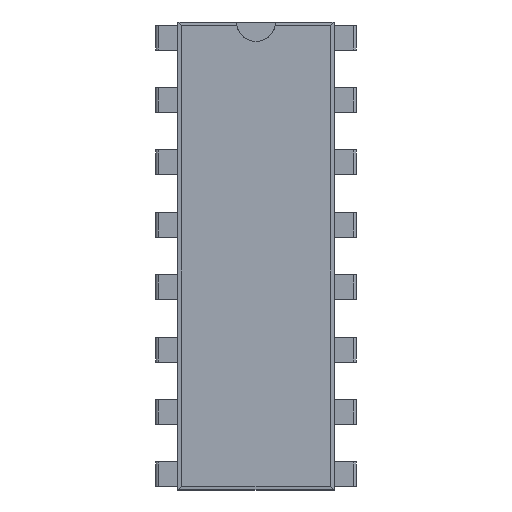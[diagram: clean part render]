
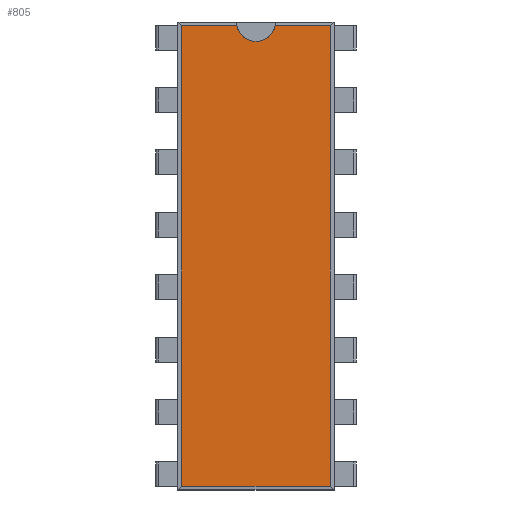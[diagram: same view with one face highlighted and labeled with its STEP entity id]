
A CAD part, top view. The second image highlights one B-rep face of the part: STEP entity #805.
In plain terms, the highlighted planar face has unit normal (0, 0, 1).
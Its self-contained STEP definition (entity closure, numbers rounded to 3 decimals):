
#141 = PLANE('',#142);
#142 = AXIS2_PLACEMENT_3D('',#143,#144,#145);
#143 = CARTESIAN_POINT('',(-3.096,-9.524,0.527));
#144 = DIRECTION('',(0.078,0.,-0.997));
#145 = DIRECTION('',(0.,1.,0.));
#227 = PLANE('',#228);
#228 = AXIS2_PLACEMENT_3D('',#229,#230,#231);
#229 = CARTESIAN_POINT('',(-3.175,-9.444,0.527));
#230 = DIRECTION('',(0.,0.078,
    -0.997));
#231 = DIRECTION('',(-1.,0.,0.));
#324 = VERTEX_POINT('',#325);
#325 = CARTESIAN_POINT('',(-3.016,-9.365,0.533));
#348 = VERTEX_POINT('',#349);
#349 = CARTESIAN_POINT('',(-3.016,9.365,0.533));
#363 = PLANE('',#364);
#364 = AXIS2_PLACEMENT_3D('',#365,#366,#367);
#365 = CARTESIAN_POINT('',(-3.175,9.444,0.527));
#366 = DIRECTION('',(0.,0.078,
    0.997));
#367 = DIRECTION('',(-1.,0.,0.));
#375 = EDGE_CURVE('',#324,#348,#376,.T.);
#376 = SURFACE_CURVE('',#377,(#381,#388),.PCURVE_S1.);
#377 = LINE('',#378,#379);
#378 = CARTESIAN_POINT('',(-3.016,-9.524,0.533));
#379 = VECTOR('',#380,1.);
#380 = DIRECTION('',(0.,1.,0.));
#381 = PCURVE('',#141,#382);
#382 = DEFINITIONAL_REPRESENTATION('',(#383),#387);
#383 = LINE('',#384,#385);
#384 = CARTESIAN_POINT('',(0.,0.08));
#385 = VECTOR('',#386,1.);
#386 = DIRECTION('',(1.,0.));
#387 = ( GEOMETRIC_REPRESENTATION_CONTEXT(2) 
PARAMETRIC_REPRESENTATION_CONTEXT() REPRESENTATION_CONTEXT('2D SPACE',''
  ) );
#388 = PCURVE('',#389,#394);
#389 = PLANE('',#390);
#390 = AXIS2_PLACEMENT_3D('',#391,#392,#393);
#391 = CARTESIAN_POINT('',(-3.175,-9.524,0.533));
#392 = DIRECTION('',(0.,0.,1.));
#393 = DIRECTION('',(1.,0.,0.));
#394 = DEFINITIONAL_REPRESENTATION('',(#395),#399);
#395 = LINE('',#396,#397);
#396 = CARTESIAN_POINT('',(0.159,0.));
#397 = VECTOR('',#398,1.);
#398 = DIRECTION('',(0.,1.));
#399 = ( GEOMETRIC_REPRESENTATION_CONTEXT(2) 
PARAMETRIC_REPRESENTATION_CONTEXT() REPRESENTATION_CONTEXT('2D SPACE',''
  ) );
#489 = CYLINDRICAL_SURFACE('',#490,0.794);
#490 = AXIS2_PLACEMENT_3D('',#491,#492,#493);
#491 = CARTESIAN_POINT('',(0.,9.524,0.48));
#492 = DIRECTION('',(0.,0.,1.));
#493 = DIRECTION('',(1.,0.,0.));
#563 = PLANE('',#564);
#564 = AXIS2_PLACEMENT_3D('',#565,#566,#567);
#565 = CARTESIAN_POINT('',(-3.175,9.444,0.527));
#566 = DIRECTION('',(0.,0.078,
    0.997));
#567 = DIRECTION('',(-1.,0.,0.));
#620 = PLANE('',#621);
#621 = AXIS2_PLACEMENT_3D('',#622,#623,#624);
#622 = CARTESIAN_POINT('',(3.096,-9.524,0.527));
#623 = DIRECTION('',(0.078,0.,0.997));
#624 = DIRECTION('',(0.,1.,0.));
#687 = VERTEX_POINT('',#688);
#688 = CARTESIAN_POINT('',(3.016,-9.365,0.533));
#709 = EDGE_CURVE('',#324,#687,#710,.T.);
#710 = SURFACE_CURVE('',#711,(#715,#722),.PCURVE_S1.);
#711 = LINE('',#712,#713);
#712 = CARTESIAN_POINT('',(-3.175,-9.365,0.533));
#713 = VECTOR('',#714,1.);
#714 = DIRECTION('',(1.,0.,0.));
#715 = PCURVE('',#227,#716);
#716 = DEFINITIONAL_REPRESENTATION('',(#717),#721);
#717 = LINE('',#718,#719);
#718 = CARTESIAN_POINT('',(-0.,0.08));
#719 = VECTOR('',#720,1.);
#720 = DIRECTION('',(-1.,0.));
#721 = ( GEOMETRIC_REPRESENTATION_CONTEXT(2) 
PARAMETRIC_REPRESENTATION_CONTEXT() REPRESENTATION_CONTEXT('2D SPACE',''
  ) );
#722 = PCURVE('',#389,#723);
#723 = DEFINITIONAL_REPRESENTATION('',(#724),#728);
#724 = LINE('',#725,#726);
#725 = CARTESIAN_POINT('',(0.,0.159));
#726 = VECTOR('',#727,1.);
#727 = DIRECTION('',(1.,0.));
#728 = ( GEOMETRIC_REPRESENTATION_CONTEXT(2) 
PARAMETRIC_REPRESENTATION_CONTEXT() REPRESENTATION_CONTEXT('2D SPACE',''
  ) );
#805 = ADVANCED_FACE('',(#806),#389,.T.);
#806 = FACE_BOUND('',#807,.T.);
#807 = EDGE_LOOP('',(#808,#809,#810,#833,#856,#880));
#808 = ORIENTED_EDGE('',*,*,#375,.F.);
#809 = ORIENTED_EDGE('',*,*,#709,.T.);
#810 = ORIENTED_EDGE('',*,*,#811,.T.);
#811 = EDGE_CURVE('',#687,#812,#814,.T.);
#812 = VERTEX_POINT('',#813);
#813 = CARTESIAN_POINT('',(3.016,9.365,0.533));
#814 = SURFACE_CURVE('',#815,(#819,#826),.PCURVE_S1.);
#815 = LINE('',#816,#817);
#816 = CARTESIAN_POINT('',(3.016,-9.524,0.533));
#817 = VECTOR('',#818,1.);
#818 = DIRECTION('',(0.,1.,0.));
#819 = PCURVE('',#389,#820);
#820 = DEFINITIONAL_REPRESENTATION('',(#821),#825);
#821 = LINE('',#822,#823);
#822 = CARTESIAN_POINT('',(6.191,0.));
#823 = VECTOR('',#824,1.);
#824 = DIRECTION('',(0.,1.));
#825 = ( GEOMETRIC_REPRESENTATION_CONTEXT(2) 
PARAMETRIC_REPRESENTATION_CONTEXT() REPRESENTATION_CONTEXT('2D SPACE',''
  ) );
#826 = PCURVE('',#620,#827);
#827 = DEFINITIONAL_REPRESENTATION('',(#828),#832);
#828 = LINE('',#829,#830);
#829 = CARTESIAN_POINT('',(0.,0.08));
#830 = VECTOR('',#831,1.);
#831 = DIRECTION('',(1.,0.));
#832 = ( GEOMETRIC_REPRESENTATION_CONTEXT(2) 
PARAMETRIC_REPRESENTATION_CONTEXT() REPRESENTATION_CONTEXT('2D SPACE',''
  ) );
#833 = ORIENTED_EDGE('',*,*,#834,.F.);
#834 = EDGE_CURVE('',#835,#812,#837,.T.);
#835 = VERTEX_POINT('',#836);
#836 = CARTESIAN_POINT('',(0.778,9.365,0.533));
#837 = SURFACE_CURVE('',#838,(#842,#849),.PCURVE_S1.);
#838 = LINE('',#839,#840);
#839 = CARTESIAN_POINT('',(-3.175,9.365,0.533));
#840 = VECTOR('',#841,1.);
#841 = DIRECTION('',(1.,0.,0.));
#842 = PCURVE('',#389,#843);
#843 = DEFINITIONAL_REPRESENTATION('',(#844),#848);
#844 = LINE('',#845,#846);
#845 = CARTESIAN_POINT('',(0.,18.888));
#846 = VECTOR('',#847,1.);
#847 = DIRECTION('',(1.,0.));
#848 = ( GEOMETRIC_REPRESENTATION_CONTEXT(2) 
PARAMETRIC_REPRESENTATION_CONTEXT() REPRESENTATION_CONTEXT('2D SPACE',''
  ) );
#849 = PCURVE('',#563,#850);
#850 = DEFINITIONAL_REPRESENTATION('',(#851),#855);
#851 = LINE('',#852,#853);
#852 = CARTESIAN_POINT('',(-0.,0.08));
#853 = VECTOR('',#854,1.);
#854 = DIRECTION('',(-1.,0.));
#855 = ( GEOMETRIC_REPRESENTATION_CONTEXT(2) 
PARAMETRIC_REPRESENTATION_CONTEXT() REPRESENTATION_CONTEXT('2D SPACE',''
  ) );
#856 = ORIENTED_EDGE('',*,*,#857,.F.);
#857 = EDGE_CURVE('',#858,#835,#860,.T.);
#858 = VERTEX_POINT('',#859);
#859 = CARTESIAN_POINT('',(-0.778,9.365,0.533));
#860 = SURFACE_CURVE('',#861,(#866,#873),.PCURVE_S1.);
#861 = CIRCLE('',#862,0.794);
#862 = AXIS2_PLACEMENT_3D('',#863,#864,#865);
#863 = CARTESIAN_POINT('',(0.,9.524,0.533));
#864 = DIRECTION('',(0.,0.,1.));
#865 = DIRECTION('',(1.,0.,0.));
#866 = PCURVE('',#389,#867);
#867 = DEFINITIONAL_REPRESENTATION('',(#868),#872);
#868 = CIRCLE('',#869,0.794);
#869 = AXIS2_PLACEMENT_2D('',#870,#871);
#870 = CARTESIAN_POINT('',(3.175,19.047));
#871 = DIRECTION('',(1.,0.));
#872 = ( GEOMETRIC_REPRESENTATION_CONTEXT(2) 
PARAMETRIC_REPRESENTATION_CONTEXT() REPRESENTATION_CONTEXT('2D SPACE',''
  ) );
#873 = PCURVE('',#489,#874);
#874 = DEFINITIONAL_REPRESENTATION('',(#875),#879);
#875 = LINE('',#876,#877);
#876 = CARTESIAN_POINT('',(0.,0.053));
#877 = VECTOR('',#878,1.);
#878 = DIRECTION('',(1.,0.));
#879 = ( GEOMETRIC_REPRESENTATION_CONTEXT(2) 
PARAMETRIC_REPRESENTATION_CONTEXT() REPRESENTATION_CONTEXT('2D SPACE',''
  ) );
#880 = ORIENTED_EDGE('',*,*,#881,.F.);
#881 = EDGE_CURVE('',#348,#858,#882,.T.);
#882 = SURFACE_CURVE('',#883,(#887,#894),.PCURVE_S1.);
#883 = LINE('',#884,#885);
#884 = CARTESIAN_POINT('',(-3.175,9.365,0.533));
#885 = VECTOR('',#886,1.);
#886 = DIRECTION('',(1.,0.,0.));
#887 = PCURVE('',#389,#888);
#888 = DEFINITIONAL_REPRESENTATION('',(#889),#893);
#889 = LINE('',#890,#891);
#890 = CARTESIAN_POINT('',(0.,18.888));
#891 = VECTOR('',#892,1.);
#892 = DIRECTION('',(1.,0.));
#893 = ( GEOMETRIC_REPRESENTATION_CONTEXT(2) 
PARAMETRIC_REPRESENTATION_CONTEXT() REPRESENTATION_CONTEXT('2D SPACE',''
  ) );
#894 = PCURVE('',#363,#895);
#895 = DEFINITIONAL_REPRESENTATION('',(#896),#900);
#896 = LINE('',#897,#898);
#897 = CARTESIAN_POINT('',(-0.,0.08));
#898 = VECTOR('',#899,1.);
#899 = DIRECTION('',(-1.,0.));
#900 = ( GEOMETRIC_REPRESENTATION_CONTEXT(2) 
PARAMETRIC_REPRESENTATION_CONTEXT() REPRESENTATION_CONTEXT('2D SPACE',''
  ) );
